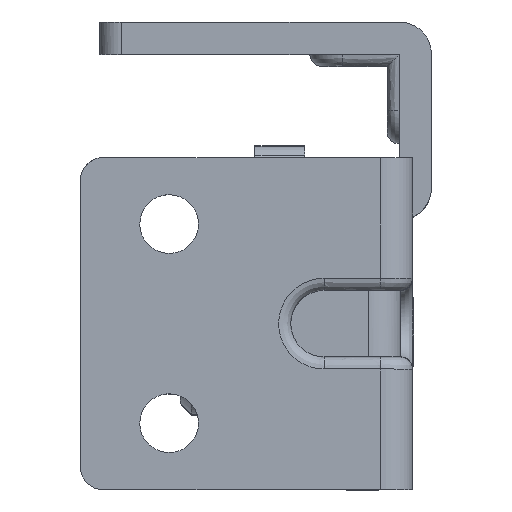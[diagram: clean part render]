
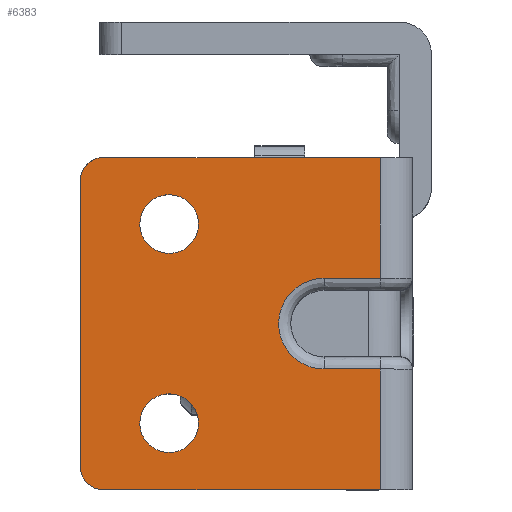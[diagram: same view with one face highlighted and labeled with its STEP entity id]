
A CAD part, top view. The second image highlights one B-rep face of the part: STEP entity #6383.
In plain terms, the highlighted free-form (B-spline) face has degree [1, 1] with [2, 2] control points.
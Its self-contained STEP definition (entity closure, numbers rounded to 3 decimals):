
#3855=CARTESIAN_POINT('',(-23.908,-6.358,438.0));
#3856=VERTEX_POINT('',#3855);
#3862=CARTESIAN_POINT('',(-26.35,-9.0,438.0));
#3863=VERTEX_POINT('',#3862);
#3864=CARTESIAN_POINT('',(-26.35,-9.0,438.0));
#3865=CARTESIAN_POINT('',(-26.35,-6.55,438.));
#3866=CARTESIAN_POINT('',(-23.908,-6.358,438.0));
#3874=(BOUNDED_CURVE()B_SPLINE_CURVE(2,(#3864,#3865,#3866),.UNSPECIFIED.,.F.,.U.)B_SPLINE_CURVE_WITH_KNOTS((3,3),(0.0,0.236),.UNSPECIFIED.)CURVE()GEOMETRIC_REPRESENTATION_ITEM()RATIONAL_B_SPLINE_CURVE((1.0,0.723,0.97))REPRESENTATION_ITEM(''));
#3875=EDGE_CURVE('',#3863,#3856,#3874,.T.);
#3877=CARTESIAN_POINT('',(-23.492,-11.642,438.0));
#3878=VERTEX_POINT('',#3877);
#3879=CARTESIAN_POINT('',(-23.492,-11.642,438.0));
#3880=CARTESIAN_POINT('',(-23.596,-11.65,438.0));
#3881=CARTESIAN_POINT('',(-23.7,-11.65,438.0));
#3882=CARTESIAN_POINT('',(-26.35,-11.65,438.));
#3883=CARTESIAN_POINT('',(-26.35,-9.0,438.0));
#3891=(BOUNDED_CURVE()B_SPLINE_CURVE(2,(#3879,#3880,#3881,#3882,#3883),.UNSPECIFIED.,.F.,.U.)B_SPLINE_CURVE_WITH_KNOTS((3,2,3),(0.736,0.75,1.0),.UNSPECIFIED.)CURVE()GEOMETRIC_REPRESENTATION_ITEM()RATIONAL_B_SPLINE_CURVE((0.97,0.984,1.0,0.707,1.0))REPRESENTATION_ITEM(''));
#3892=EDGE_CURVE('',#3878,#3863,#3891,.T.);
#3968=CARTESIAN_POINT('',(-21.05,-9.0,438.0));
#3969=VERTEX_POINT('',#3968);
#3970=CARTESIAN_POINT('',(-21.05,-9.0,438.0));
#3971=CARTESIAN_POINT('',(-21.05,-11.45,438.));
#3972=CARTESIAN_POINT('',(-23.492,-11.642,438.));
#3980=(BOUNDED_CURVE()B_SPLINE_CURVE(2,(#3970,#3971,#3972),.UNSPECIFIED.,.F.,.U.)B_SPLINE_CURVE_WITH_KNOTS((3,3),(0.5,0.736),.UNSPECIFIED.)CURVE()GEOMETRIC_REPRESENTATION_ITEM()RATIONAL_B_SPLINE_CURVE((1.0,0.723,0.97))REPRESENTATION_ITEM(''));
#3981=EDGE_CURVE('',#3969,#3878,#3980,.T.);
#3983=CARTESIAN_POINT('',(-23.908,-6.358,438.));
#3984=CARTESIAN_POINT('',(-23.804,-6.35,438.));
#3985=CARTESIAN_POINT('',(-23.7,-6.35,438.0));
#3986=CARTESIAN_POINT('',(-21.05,-6.35,438.));
#3987=CARTESIAN_POINT('',(-21.05,-9.0,438.0));
#3995=(BOUNDED_CURVE()B_SPLINE_CURVE(2,(#3983,#3984,#3985,#3986,#3987),.UNSPECIFIED.,.F.,.U.)B_SPLINE_CURVE_WITH_KNOTS((3,2,3),(0.236,0.25,0.5),.UNSPECIFIED.)CURVE()GEOMETRIC_REPRESENTATION_ITEM()RATIONAL_B_SPLINE_CURVE((0.97,0.984,1.0,0.707,1.0))REPRESENTATION_ITEM(''));
#3996=EDGE_CURVE('',#3856,#3969,#3995,.T.);
#4037=CARTESIAN_POINT('',(-23.908,11.642,438.0));
#4038=VERTEX_POINT('',#4037);
#4044=CARTESIAN_POINT('',(-26.35,9.0,438.0));
#4045=VERTEX_POINT('',#4044);
#4046=CARTESIAN_POINT('',(-26.35,9.0,438.0));
#4047=CARTESIAN_POINT('',(-26.35,11.45,438.));
#4048=CARTESIAN_POINT('',(-23.908,11.642,438.0));
#4056=(BOUNDED_CURVE()B_SPLINE_CURVE(2,(#4046,#4047,#4048),.UNSPECIFIED.,.F.,.U.)B_SPLINE_CURVE_WITH_KNOTS((3,3),(0.0,0.236),.UNSPECIFIED.)CURVE()GEOMETRIC_REPRESENTATION_ITEM()RATIONAL_B_SPLINE_CURVE((1.0,0.723,0.97))REPRESENTATION_ITEM(''));
#4057=EDGE_CURVE('',#4045,#4038,#4056,.T.);
#4059=CARTESIAN_POINT('',(-23.492,6.358,438.0));
#4060=VERTEX_POINT('',#4059);
#4061=CARTESIAN_POINT('',(-23.492,6.358,438.0));
#4062=CARTESIAN_POINT('',(-23.596,6.35,438.0));
#4063=CARTESIAN_POINT('',(-23.7,6.35,438.0));
#4064=CARTESIAN_POINT('',(-26.35,6.35,438.));
#4065=CARTESIAN_POINT('',(-26.35,9.0,438.0));
#4073=(BOUNDED_CURVE()B_SPLINE_CURVE(2,(#4061,#4062,#4063,#4064,#4065),.UNSPECIFIED.,.F.,.U.)B_SPLINE_CURVE_WITH_KNOTS((3,2,3),(0.736,0.75,1.0),.UNSPECIFIED.)CURVE()GEOMETRIC_REPRESENTATION_ITEM()RATIONAL_B_SPLINE_CURVE((0.97,0.984,1.0,0.707,1.0))REPRESENTATION_ITEM(''));
#4074=EDGE_CURVE('',#4060,#4045,#4073,.T.);
#4150=CARTESIAN_POINT('',(-21.05,9.0,438.0));
#4151=VERTEX_POINT('',#4150);
#4152=CARTESIAN_POINT('',(-21.05,9.0,438.0));
#4153=CARTESIAN_POINT('',(-21.05,6.55,438.));
#4154=CARTESIAN_POINT('',(-23.492,6.358,438.));
#4162=(BOUNDED_CURVE()B_SPLINE_CURVE(2,(#4152,#4153,#4154),.UNSPECIFIED.,.F.,.U.)B_SPLINE_CURVE_WITH_KNOTS((3,3),(0.5,0.736),.UNSPECIFIED.)CURVE()GEOMETRIC_REPRESENTATION_ITEM()RATIONAL_B_SPLINE_CURVE((1.0,0.723,0.97))REPRESENTATION_ITEM(''));
#4163=EDGE_CURVE('',#4151,#4060,#4162,.T.);
#4165=CARTESIAN_POINT('',(-23.908,11.642,438.));
#4166=CARTESIAN_POINT('',(-23.804,11.65,438.));
#4167=CARTESIAN_POINT('',(-23.7,11.65,438.0));
#4168=CARTESIAN_POINT('',(-21.05,11.65,438.));
#4169=CARTESIAN_POINT('',(-21.05,9.0,438.0));
#4177=(BOUNDED_CURVE()B_SPLINE_CURVE(2,(#4165,#4166,#4167,#4168,#4169),.UNSPECIFIED.,.F.,.U.)B_SPLINE_CURVE_WITH_KNOTS((3,2,3),(0.236,0.25,0.5),.UNSPECIFIED.)CURVE()GEOMETRIC_REPRESENTATION_ITEM()RATIONAL_B_SPLINE_CURVE((0.97,0.984,1.0,0.707,1.0))REPRESENTATION_ITEM(''));
#4178=EDGE_CURVE('',#4038,#4151,#4177,.T.);
#4752=CARTESIAN_POINT('',(-31.7,13.0,438.0));
#4753=VERTEX_POINT('',#4752);
#4754=CARTESIAN_POINT('',(-29.7,15.0,438.0));
#4755=VERTEX_POINT('',#4754);
#4756=CARTESIAN_POINT('',(-31.7,13.0,438.0));
#4757=CARTESIAN_POINT('',(-31.7,15.,438.));
#4758=CARTESIAN_POINT('',(-29.7,15.0,438.0));
#4766=(BOUNDED_CURVE()B_SPLINE_CURVE(2,(#4756,#4757,#4758),.UNSPECIFIED.,.F.,.U.)CURVE()GEOMETRIC_REPRESENTATION_ITEM()QUASI_UNIFORM_CURVE()RATIONAL_B_SPLINE_CURVE((1.0,0.707,1.0))REPRESENTATION_ITEM(''));
#4767=EDGE_CURVE('',#4753,#4755,#4766,.T.);
#4813=CARTESIAN_POINT('',(-29.7,-15.0,438.0));
#4814=VERTEX_POINT('',#4813);
#4815=CARTESIAN_POINT('',(-31.7,-13.0,438.0));
#4816=VERTEX_POINT('',#4815);
#4817=CARTESIAN_POINT('',(-29.7,-15.0,438.0));
#4818=CARTESIAN_POINT('',(-31.7,-15.,438.));
#4819=CARTESIAN_POINT('',(-31.7,-13.0,438.0));
#4827=(BOUNDED_CURVE()B_SPLINE_CURVE(2,(#4817,#4818,#4819),.UNSPECIFIED.,.F.,.U.)CURVE()GEOMETRIC_REPRESENTATION_ITEM()QUASI_UNIFORM_CURVE()RATIONAL_B_SPLINE_CURVE((1.0,0.707,1.0))REPRESENTATION_ITEM(''));
#4828=EDGE_CURVE('',#4814,#4816,#4827,.T.);
#4883=CARTESIAN_POINT('',(-4.6,4.1,438.0));
#4884=VERTEX_POINT('',#4883);
#4898=CARTESIAN_POINT('',(-9.7,4.1,438.0));
#4899=VERTEX_POINT('',#4898);
#4900=CARTESIAN_POINT('',(-4.6,4.1,438.0));
#4901=CARTESIAN_POINT('',(-9.7,4.1,438.0));
#4902=QUASI_UNIFORM_CURVE('',1,(#4900,#4901),.UNSPECIFIED.,.F.,.U.);
#4903=EDGE_CURVE('',#4884,#4899,#4902,.T.);
#4953=CARTESIAN_POINT('',(-9.7,-4.1,438.0));
#4954=VERTEX_POINT('',#4953);
#4984=CARTESIAN_POINT('',(-9.7,4.1,438.0));
#4985=CARTESIAN_POINT('',(-13.8,4.1,438.));
#4986=CARTESIAN_POINT('',(-13.8,0.,438.0));
#4987=CARTESIAN_POINT('',(-13.8,-4.1,438.));
#4988=CARTESIAN_POINT('',(-9.7,-4.1,438.0));
#4996=(BOUNDED_CURVE()B_SPLINE_CURVE(2,(#4984,#4985,#4986,#4987,#4988),.UNSPECIFIED.,.F.,.U.)B_SPLINE_CURVE_WITH_KNOTS((3,2,3),(0.0,0.5,1.0),.UNSPECIFIED.)CURVE()GEOMETRIC_REPRESENTATION_ITEM()RATIONAL_B_SPLINE_CURVE((1.0,0.707,1.0,0.707,1.0))REPRESENTATION_ITEM(''));
#4997=EDGE_CURVE('',#4899,#4954,#4996,.T.);
#5082=CARTESIAN_POINT('',(-4.6,-4.1,438.0));
#5083=VERTEX_POINT('',#5082);
#5110=CARTESIAN_POINT('',(-9.7,-4.1,438.0));
#5111=CARTESIAN_POINT('',(-4.6,-4.1,438.0));
#5112=QUASI_UNIFORM_CURVE('',1,(#5110,#5111),.UNSPECIFIED.,.F.,.U.);
#5113=EDGE_CURVE('',#4954,#5083,#5112,.T.);
#5693=CARTESIAN_POINT('',(-4.6,15.0,438.0));
#5694=VERTEX_POINT('',#5693);
#5708=CARTESIAN_POINT('',(-4.6,15.0,438.0));
#5709=CARTESIAN_POINT('',(-4.6,4.1,438.0));
#5710=QUASI_UNIFORM_CURVE('',1,(#5708,#5709),.UNSPECIFIED.,.F.,.U.);
#5711=EDGE_CURVE('',#5694,#4884,#5710,.T.);
#5731=CARTESIAN_POINT('',(-4.6,-15.0,438.0));
#5732=VERTEX_POINT('',#5731);
#5733=CARTESIAN_POINT('',(-4.6,-4.1,438.0));
#5734=CARTESIAN_POINT('',(-4.6,-15.0,438.0));
#5735=QUASI_UNIFORM_CURVE('',1,(#5733,#5734),.UNSPECIFIED.,.F.,.U.);
#5736=EDGE_CURVE('',#5083,#5732,#5735,.T.);
#6087=CARTESIAN_POINT('',(-4.6,15.0,438.0));
#6088=CARTESIAN_POINT('',(-29.7,15.0,438.0));
#6089=QUASI_UNIFORM_CURVE('',1,(#6087,#6088),.UNSPECIFIED.,.F.,.U.);
#6090=EDGE_CURVE('',#5694,#4755,#6089,.T.);
#6191=CARTESIAN_POINT('',(-4.6,-15.0,438.0));
#6192=CARTESIAN_POINT('',(-29.7,-15.0,438.0));
#6193=QUASI_UNIFORM_CURVE('',1,(#6191,#6192),.UNSPECIFIED.,.F.,.U.);
#6194=EDGE_CURVE('',#5732,#4814,#6193,.T.);
#6221=CARTESIAN_POINT('',(-31.7,-13.0,438.0));
#6222=CARTESIAN_POINT('',(-31.7,13.0,438.0));
#6223=QUASI_UNIFORM_CURVE('',1,(#6221,#6222),.UNSPECIFIED.,.F.,.U.);
#6224=EDGE_CURVE('',#4816,#4753,#6223,.T.);
#6354=CARTESIAN_POINT('',(-33.054,-16.498,438.0));
#6355=CARTESIAN_POINT('',(-3.246,-16.498,438.0));
#6356=CARTESIAN_POINT('',(-33.054,16.499,438.0));
#6357=CARTESIAN_POINT('',(-3.246,16.499,438.0));
#6358=B_SPLINE_SURFACE_WITH_KNOTS('',1,1,((#6354,#6356),(#6355,#6357)),.UNSPECIFIED.,.F.,.F.,.U.,(2,2),(2,2),(0.0,29.807),(0.0,32.997),.UNSPECIFIED.);
#6359=ORIENTED_EDGE('',*,*,#6194,.F.);
#6360=ORIENTED_EDGE('',*,*,#5736,.F.);
#6361=ORIENTED_EDGE('',*,*,#5113,.F.);
#6362=ORIENTED_EDGE('',*,*,#4997,.F.);
#6363=ORIENTED_EDGE('',*,*,#4903,.F.);
#6364=ORIENTED_EDGE('',*,*,#5711,.F.);
#6365=ORIENTED_EDGE('',*,*,#6090,.T.);
#6366=ORIENTED_EDGE('',*,*,#4767,.F.);
#6367=ORIENTED_EDGE('',*,*,#6224,.F.);
#6368=ORIENTED_EDGE('',*,*,#4828,.F.);
#6369=EDGE_LOOP('',(#6359,#6360,#6361,#6362,#6363,#6364,#6365,#6366,#6367,#6368));
#6370=FACE_OUTER_BOUND('',#6369,.T.);
#6371=ORIENTED_EDGE('',*,*,#4163,.T.);
#6372=ORIENTED_EDGE('',*,*,#4074,.T.);
#6373=ORIENTED_EDGE('',*,*,#4057,.T.);
#6374=ORIENTED_EDGE('',*,*,#4178,.T.);
#6375=EDGE_LOOP('',(#6371,#6372,#6373,#6374));
#6376=FACE_BOUND('',#6375,.T.);
#6377=ORIENTED_EDGE('',*,*,#3981,.T.);
#6378=ORIENTED_EDGE('',*,*,#3892,.T.);
#6379=ORIENTED_EDGE('',*,*,#3875,.T.);
#6380=ORIENTED_EDGE('',*,*,#3996,.T.);
#6381=EDGE_LOOP('',(#6377,#6378,#6379,#6380));
#6382=FACE_BOUND('',#6381,.T.);
#6383=ADVANCED_FACE('',(#6370,#6376,#6382),#6358,.T.);
